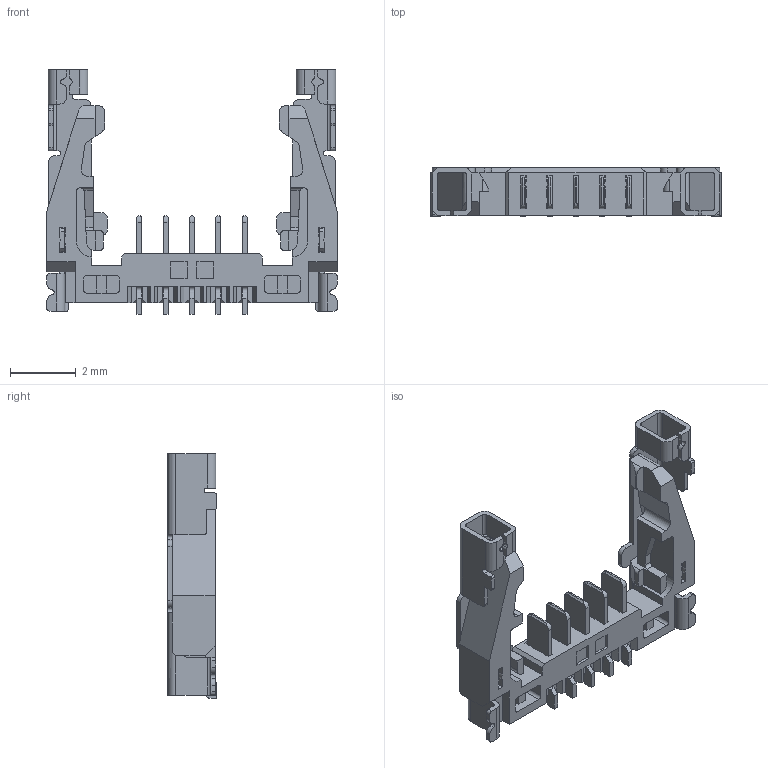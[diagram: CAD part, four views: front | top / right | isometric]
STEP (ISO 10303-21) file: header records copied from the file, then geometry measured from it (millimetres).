
FILE_DESCRIPTION (( 'STEP AP214' ), '1' );
FILE_NAME ('52200-00541-001-20200720.STEP', '2020-07-20T08:02:42', ( '' ), ( '' ), 'SwSTEP 2.0', 'SolidWorks 2012', '' );
FILE_SCHEMA (( 'AUTOMOTIVE_DESIGN' ));
Length unit declared in the file: millimetre
Products named in the file (5): 52200-005H-20200414; 52200-F2XX-XXX; 52200-F1XX-XXX; 52200-TXXX-XXX; 52200-00541-001-20200720
Assembly tree (8 placements, depth 2):
  52200-00541-001-20200720
    52200-TXXX-XXX  x5
    52200-F1XX-XXX
    52200-F2XX-XXX
    52200-005H-20200414
Bounding box: 8.84 x 1.49 x 7.45 mm (x, y, z)
Volume: 28.9 mm3; surface area: 236.2 mm2
Topology: 8 solids, 8 shells, 769 faces, 2198 edges, 1450 vertices
Faces by surface type: plane 552, cylinder 207, cone 10
Entity records: 24732 total; most frequent: CARTESIAN_POINT 3796, ORIENTED_EDGE 3540, DIRECTION 3244, EDGE_CURVE 1770, LINE 1424, VECTOR 1424, VERTEX_POINT 1170, AXIS2_PLACEMENT_3D 910
